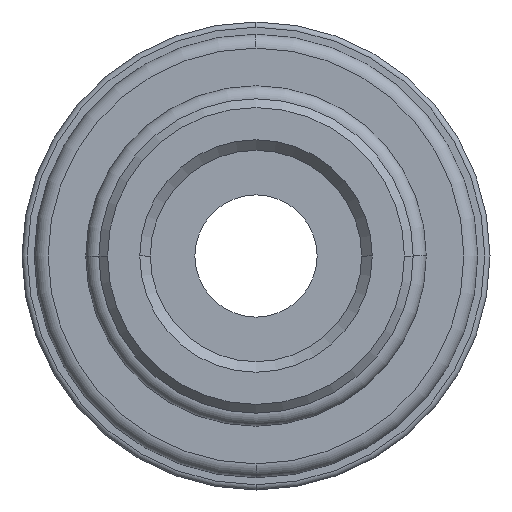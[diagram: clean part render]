
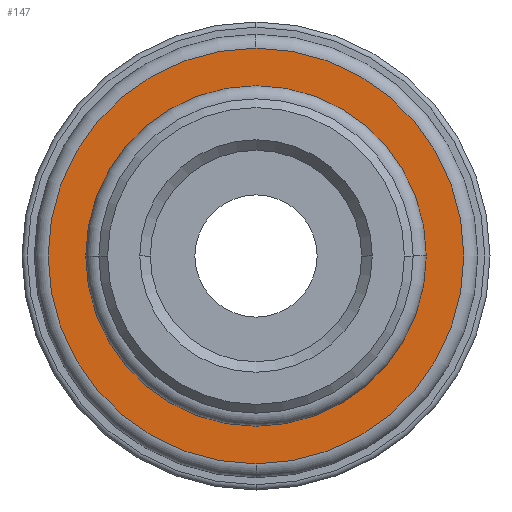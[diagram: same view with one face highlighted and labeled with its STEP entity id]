
A CAD part, front view. The second image highlights one B-rep face of the part: STEP entity #147.
In plain terms, the highlighted planar face has unit normal (0, -1, 0).
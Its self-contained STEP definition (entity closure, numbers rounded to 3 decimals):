
#147=ADVANCED_FACE('',(#365,#366),#367,.T.);
#365=FACE_BOUND('',#658,.T.);
#366=FACE_OUTER_BOUND('',#659,.T.);
#367=PLANE('',#660);
#658=EDGE_LOOP('',(#1030,#1031,#1032));
#659=EDGE_LOOP('',(#1033,#1034,#1035));
#660=AXIS2_PLACEMENT_3D('',#1036,#1037,#1038);
#1030=ORIENTED_EDGE('',*,*,#1747,.T.);
#1031=ORIENTED_EDGE('',*,*,#1748,.T.);
#1032=ORIENTED_EDGE('',*,*,#1749,.T.);
#1033=ORIENTED_EDGE('',*,*,#1750,.F.);
#1034=ORIENTED_EDGE('',*,*,#1751,.F.);
#1035=ORIENTED_EDGE('',*,*,#1752,.F.);
#1036=CARTESIAN_POINT('',(10.45,2.5,0.0));
#1037=DIRECTION('',(-0.0,-1.0,-0.0));
#1038=DIRECTION('',(-1.0,0.0,0.0));
#1747=EDGE_CURVE('',#2097,#2098,#2099,.T.);
#1748=EDGE_CURVE('',#2098,#2100,#2101,.T.);
#1749=EDGE_CURVE('',#2100,#2097,#2102,.T.);
#1750=EDGE_CURVE('',#2103,#2104,#2105,.T.);
#1751=EDGE_CURVE('',#2106,#2103,#2107,.T.);
#1752=EDGE_CURVE('',#2104,#2106,#2108,.T.);
#2097=VERTEX_POINT('',#2745);
#2098=VERTEX_POINT('',#2746);
#2099=CIRCLE('',#2747,9.75);
#2100=VERTEX_POINT('',#2748);
#2101=CIRCLE('',#2749,9.75);
#2102=CIRCLE('',#2750,9.75);
#2103=VERTEX_POINT('',#2751);
#2104=VERTEX_POINT('',#2752);
#2105=CIRCLE('',#2753,11.9);
#2106=VERTEX_POINT('',#2754);
#2107=CIRCLE('',#2755,11.9);
#2108=CIRCLE('',#2756,11.9);
#2745=CARTESIAN_POINT('',(0.,2.5,9.75));
#2746=CARTESIAN_POINT('',(9.75,2.5,0.));
#2747=AXIS2_PLACEMENT_3D('',#3217,#3218,#3219);
#2748=CARTESIAN_POINT('',(-9.75,2.5,0.));
#2749=AXIS2_PLACEMENT_3D('',#3220,#3221,#3222);
#2750=AXIS2_PLACEMENT_3D('',#3223,#3224,#3225);
#2751=CARTESIAN_POINT('',(11.9,2.5,0.0));
#2752=CARTESIAN_POINT('',(0.,2.5,-11.9));
#2753=AXIS2_PLACEMENT_3D('',#3226,#3227,#3228);
#2754=CARTESIAN_POINT('',(0.,2.5,11.9));
#2755=AXIS2_PLACEMENT_3D('',#3229,#3230,#3231);
#2756=AXIS2_PLACEMENT_3D('',#3232,#3233,#3234);
#3217=CARTESIAN_POINT('',(0.0,2.5,0.0));
#3218=DIRECTION('',(0.0,1.0,0.0));
#3219=DIRECTION('',(0.0,0.0,-1.0));
#3220=CARTESIAN_POINT('',(0.0,2.5,0.0));
#3221=DIRECTION('',(0.0,1.0,0.0));
#3222=DIRECTION('',(0.0,0.0,-1.0));
#3223=CARTESIAN_POINT('',(0.0,2.5,0.0));
#3224=DIRECTION('',(0.0,1.0,0.0));
#3225=DIRECTION('',(0.0,0.0,-1.0));
#3226=CARTESIAN_POINT('',(0.0,2.5,0.0));
#3227=DIRECTION('',(-0.0,1.0,0.0));
#3228=DIRECTION('',(1.0,0.0,0.0));
#3229=CARTESIAN_POINT('',(0.0,2.5,0.0));
#3230=DIRECTION('',(-0.0,1.0,0.0));
#3231=DIRECTION('',(1.0,0.0,0.0));
#3232=CARTESIAN_POINT('',(0.0,2.5,0.0));
#3233=DIRECTION('',(-0.0,1.0,0.0));
#3234=DIRECTION('',(1.0,0.0,0.0));
